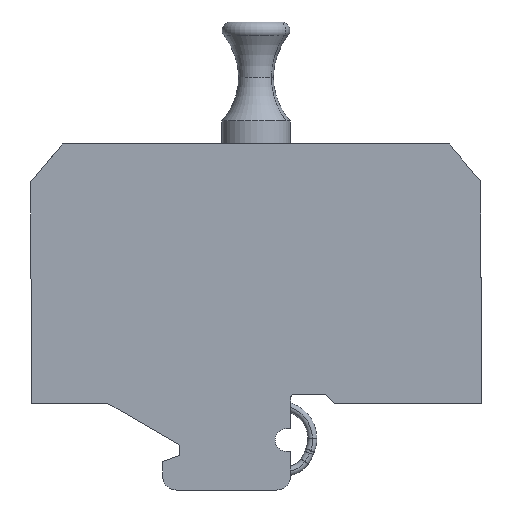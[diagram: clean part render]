
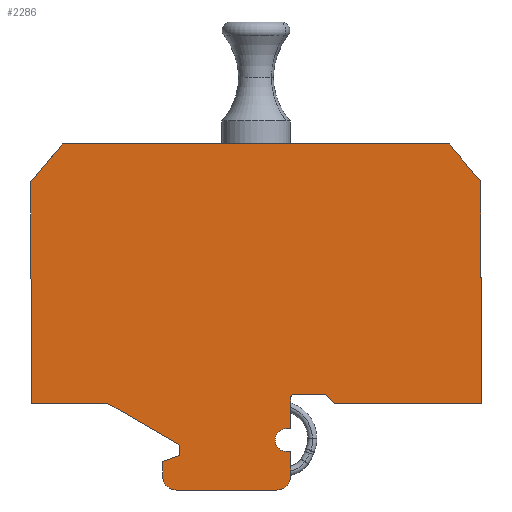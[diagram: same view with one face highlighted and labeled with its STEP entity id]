
A CAD part, left-side view. The second image highlights one B-rep face of the part: STEP entity #2286.
In plain terms, the highlighted planar face has unit normal (-1, 0, 0).
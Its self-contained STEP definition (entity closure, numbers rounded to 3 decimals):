
#1240=AXIS2_PLACEMENT_3D('Circle Axis2P3D',#1238,#1239,$) ;
#1312=AXIS2_PLACEMENT_3D('Circle Axis2P3D',#1310,#1311,$) ;
#1379=AXIS2_PLACEMENT_3D('Circle Axis2P3D',#1377,#1378,$) ;
#1427=AXIS2_PLACEMENT_3D('Circle Axis2P3D',#1425,#1426,$) ;
#2252=AXIS2_PLACEMENT_3D('Plane Axis2P3D',#2249,#2250,#2251) ;
#147=CARTESIAN_POINT('Line Origine',(0.,0.,28.5)) ;
#151=CARTESIAN_POINT('Vertex',(0.,0.,44.5)) ;
#153=CARTESIAN_POINT('Vertex',(0.,0.,12.5)) ;
#715=CARTESIAN_POINT('Line Origine',(0.,10.6,12.5)) ;
#719=CARTESIAN_POINT('Vertex',(0.,21.2,12.5)) ;
#739=CARTESIAN_POINT('Line Origine',(0.,0.329,44.892)) ;
#743=CARTESIAN_POINT('Vertex',(0.,0.657,45.283)) ;
#775=CARTESIAN_POINT('Vertex',(0.,4.615,50.)) ;
#820=CARTESIAN_POINT('Vertex',(0.,60.385,50.)) ;
#823=CARTESIAN_POINT('Line Origine',(0.,32.5,50.)) ;
#949=CARTESIAN_POINT('Line Origine',(0.,4.26,49.577)) ;
#953=CARTESIAN_POINT('Vertex',(0.,3.905,49.153)) ;
#1190=CARTESIAN_POINT('Line Origine',(0.,21.85,13.15)) ;
#1194=CARTESIAN_POINT('Vertex',(0.,22.5,13.8)) ;
#1214=CARTESIAN_POINT('Line Origine',(0.,24.75,13.8)) ;
#1218=CARTESIAN_POINT('Vertex',(0.,27.,13.8)) ;
#1238=CARTESIAN_POINT('Axis2P3D Location',(0.,27.,13.3)) ;
#1242=CARTESIAN_POINT('Vertex',(0.,27.5,13.3)) ;
#1262=CARTESIAN_POINT('Line Origine',(0.,27.5,11.075)) ;
#1266=CARTESIAN_POINT('Vertex',(0.,27.5,8.85)) ;
#1286=CARTESIAN_POINT('Line Origine',(0.,27.8,8.85)) ;
#1290=CARTESIAN_POINT('Vertex',(0.,28.1,8.85)) ;
#1310=CARTESIAN_POINT('Axis2P3D Location',(0.,28.1,7.2)) ;
#1314=CARTESIAN_POINT('Vertex',(0.,28.1,5.55)) ;
#1334=CARTESIAN_POINT('Line Origine',(0.,27.8,5.55)) ;
#1338=CARTESIAN_POINT('Vertex',(0.,27.5,5.55)) ;
#1353=CARTESIAN_POINT('Line Origine',(0.,27.5,3.775)) ;
#1357=CARTESIAN_POINT('Vertex',(0.,27.5,2.)) ;
#1377=CARTESIAN_POINT('Axis2P3D Location',(0.,29.5,2.)) ;
#1381=CARTESIAN_POINT('Vertex',(0.,29.5,0.)) ;
#1401=CARTESIAN_POINT('Line Origine',(0.,36.75,0.)) ;
#1405=CARTESIAN_POINT('Vertex',(0.,44.,0.)) ;
#1425=CARTESIAN_POINT('Axis2P3D Location',(0.,44.,2.)) ;
#1429=CARTESIAN_POINT('Vertex',(0.,46.,2.)) ;
#1449=CARTESIAN_POINT('Line Origine',(0.,46.,3.045)) ;
#1453=CARTESIAN_POINT('Vertex',(0.,46.,4.09)) ;
#1473=CARTESIAN_POINT('Line Origine',(0.,44.75,4.545)) ;
#1477=CARTESIAN_POINT('Vertex',(0.,43.5,5.)) ;
#1497=CARTESIAN_POINT('Line Origine',(0.,43.5,5.75)) ;
#1501=CARTESIAN_POINT('Vertex',(0.,43.5,6.5)) ;
#1521=CARTESIAN_POINT('Line Origine',(0.,48.696,9.5)) ;
#1525=CARTESIAN_POINT('Vertex',(0.,53.893,12.5)) ;
#1540=CARTESIAN_POINT('Line Origine',(0.,59.446,12.5)) ;
#1544=CARTESIAN_POINT('Vertex',(0.,65.,12.5)) ;
#1628=CARTESIAN_POINT('Vertex',(0.,65.,44.5)) ;
#1631=CARTESIAN_POINT('Line Origine',(0.,63.048,46.827)) ;
#1635=CARTESIAN_POINT('Vertex',(0.,61.095,49.153)) ;
#1871=CARTESIAN_POINT('Line Origine',(0.,60.74,49.577)) ;
#2072=CARTESIAN_POINT('Line Origine',(0.,2.281,47.218)) ;
#2249=CARTESIAN_POINT('Axis2P3D Location',(0.,0.,0.)) ;
#2254=CARTESIAN_POINT('Line Origine',(0.,65.,28.5)) ;
#148=DIRECTION('Vector Direction',(0.,0.,1.)) ;
#716=DIRECTION('Vector Direction',(0.,-1.,0.)) ;
#740=DIRECTION('Vector Direction',(0.,0.643,0.766)) ;
#824=DIRECTION('Vector Direction',(0.,1.,0.)) ;
#950=DIRECTION('Vector Direction',(0.,0.643,0.766)) ;
#1191=DIRECTION('Vector Direction',(0.,-0.707,-0.707)) ;
#1215=DIRECTION('Vector Direction',(0.,-1.,0.)) ;
#1239=DIRECTION('Axis2P3D Direction',(1.,0.,0.)) ;
#1263=DIRECTION('Vector Direction',(0.,0.,1.)) ;
#1287=DIRECTION('Vector Direction',(0.,-1.,0.)) ;
#1311=DIRECTION('Axis2P3D Direction',(1.,0.,0.)) ;
#1335=DIRECTION('Vector Direction',(0.,1.,0.)) ;
#1354=DIRECTION('Vector Direction',(0.,0.,1.)) ;
#1378=DIRECTION('Axis2P3D Direction',(1.,0.,0.)) ;
#1402=DIRECTION('Vector Direction',(0.,-1.,0.)) ;
#1426=DIRECTION('Axis2P3D Direction',(1.,0.,0.)) ;
#1450=DIRECTION('Vector Direction',(0.,0.,-1.)) ;
#1474=DIRECTION('Vector Direction',(0.,0.94,-0.342)) ;
#1498=DIRECTION('Vector Direction',(0.,0.,-1.)) ;
#1522=DIRECTION('Vector Direction',(0.,-0.866,-0.5)) ;
#1541=DIRECTION('Vector Direction',(0.,-1.,0.)) ;
#1632=DIRECTION('Vector Direction',(0.,0.643,-0.766)) ;
#1872=DIRECTION('Vector Direction',(0.,0.643,-0.766)) ;
#2073=DIRECTION('Vector Direction',(0.,0.643,0.766)) ;
#2250=DIRECTION('Axis2P3D Direction',(1.,0.,0.)) ;
#2251=DIRECTION('Axis2P3D XDirection',(0.,1.,0.)) ;
#2255=DIRECTION('Vector Direction',(0.,0.,-1.)) ;
#149=VECTOR('Line Direction',#148,1.) ;
#717=VECTOR('Line Direction',#716,1.) ;
#741=VECTOR('Line Direction',#740,1.) ;
#825=VECTOR('Line Direction',#824,1.) ;
#951=VECTOR('Line Direction',#950,1.) ;
#1192=VECTOR('Line Direction',#1191,1.) ;
#1216=VECTOR('Line Direction',#1215,1.) ;
#1264=VECTOR('Line Direction',#1263,1.) ;
#1288=VECTOR('Line Direction',#1287,1.) ;
#1336=VECTOR('Line Direction',#1335,1.) ;
#1355=VECTOR('Line Direction',#1354,1.) ;
#1403=VECTOR('Line Direction',#1402,1.) ;
#1451=VECTOR('Line Direction',#1450,1.) ;
#1475=VECTOR('Line Direction',#1474,1.) ;
#1499=VECTOR('Line Direction',#1498,1.) ;
#1523=VECTOR('Line Direction',#1522,1.) ;
#1542=VECTOR('Line Direction',#1541,1.) ;
#1633=VECTOR('Line Direction',#1632,1.) ;
#1873=VECTOR('Line Direction',#1872,1.) ;
#2074=VECTOR('Line Direction',#2073,1.) ;
#2256=VECTOR('Line Direction',#2255,1.) ;
#2260=ORIENTED_EDGE('',*,*,#1546,.F.) ;
#2261=ORIENTED_EDGE('',*,*,#1527,.F.) ;
#2262=ORIENTED_EDGE('',*,*,#1503,.F.) ;
#2263=ORIENTED_EDGE('',*,*,#1479,.F.) ;
#2264=ORIENTED_EDGE('',*,*,#1455,.F.) ;
#2265=ORIENTED_EDGE('',*,*,#1431,.F.) ;
#2266=ORIENTED_EDGE('',*,*,#1407,.F.) ;
#2267=ORIENTED_EDGE('',*,*,#1383,.F.) ;
#2268=ORIENTED_EDGE('',*,*,#1359,.F.) ;
#2269=ORIENTED_EDGE('',*,*,#1340,.F.) ;
#2270=ORIENTED_EDGE('',*,*,#1316,.F.) ;
#2271=ORIENTED_EDGE('',*,*,#1292,.F.) ;
#2272=ORIENTED_EDGE('',*,*,#1268,.F.) ;
#2273=ORIENTED_EDGE('',*,*,#1244,.F.) ;
#2274=ORIENTED_EDGE('',*,*,#1220,.F.) ;
#2275=ORIENTED_EDGE('',*,*,#1196,.F.) ;
#2276=ORIENTED_EDGE('',*,*,#721,.F.) ;
#2277=ORIENTED_EDGE('',*,*,#155,.F.) ;
#2278=ORIENTED_EDGE('',*,*,#745,.F.) ;
#2279=ORIENTED_EDGE('',*,*,#2076,.T.) ;
#2280=ORIENTED_EDGE('',*,*,#955,.F.) ;
#2281=ORIENTED_EDGE('',*,*,#827,.F.) ;
#2282=ORIENTED_EDGE('',*,*,#1875,.F.) ;
#2283=ORIENTED_EDGE('',*,*,#1637,.F.) ;
#2284=ORIENTED_EDGE('',*,*,#2258,.F.) ;
#2286=ADVANCED_FACE('Hauptk\X2\00F6\X0\rper',(#2285),#2253,.F.) ;
#1241=CIRCLE('generated circle',#1240,0.5) ;
#1313=CIRCLE('generated circle',#1312,1.65) ;
#1380=CIRCLE('generated circle',#1379,2.) ;
#1428=CIRCLE('generated circle',#1427,2.) ;
#155=EDGE_CURVE('',#152,#154,#150,.F.) ;
#721=EDGE_CURVE('',#154,#720,#718,.F.) ;
#745=EDGE_CURVE('',#744,#152,#742,.F.) ;
#827=EDGE_CURVE('',#821,#776,#826,.F.) ;
#955=EDGE_CURVE('',#776,#954,#952,.F.) ;
#1196=EDGE_CURVE('',#720,#1195,#1193,.F.) ;
#1220=EDGE_CURVE('',#1195,#1219,#1217,.F.) ;
#1244=EDGE_CURVE('',#1219,#1243,#1241,.F.) ;
#1268=EDGE_CURVE('',#1243,#1267,#1265,.F.) ;
#1292=EDGE_CURVE('',#1267,#1291,#1289,.F.) ;
#1316=EDGE_CURVE('',#1291,#1315,#1313,.F.) ;
#1340=EDGE_CURVE('',#1315,#1339,#1337,.F.) ;
#1359=EDGE_CURVE('',#1339,#1358,#1356,.F.) ;
#1383=EDGE_CURVE('',#1358,#1382,#1380,.T.) ;
#1407=EDGE_CURVE('',#1382,#1406,#1404,.F.) ;
#1431=EDGE_CURVE('',#1406,#1430,#1428,.T.) ;
#1455=EDGE_CURVE('',#1430,#1454,#1452,.F.) ;
#1479=EDGE_CURVE('',#1454,#1478,#1476,.F.) ;
#1503=EDGE_CURVE('',#1478,#1502,#1500,.F.) ;
#1527=EDGE_CURVE('',#1502,#1526,#1524,.F.) ;
#1546=EDGE_CURVE('',#1526,#1545,#1543,.F.) ;
#1637=EDGE_CURVE('',#1629,#1636,#1634,.F.) ;
#1875=EDGE_CURVE('',#1636,#821,#1874,.F.) ;
#2076=EDGE_CURVE('',#744,#954,#2075,.T.) ;
#2258=EDGE_CURVE('',#1545,#1629,#2257,.F.) ;
#2259=EDGE_LOOP('',(#2260,#2261,#2262,#2263,#2264,#2265,#2266,#2267,#2268,#2269,#2270,#2271,#2272,#2273,#2274,#2275,#2276,#2277,#2278,#2279,#2280,#2281,#2282,#2283,#2284)) ;
#2285=FACE_OUTER_BOUND('',#2259,.T.) ;
#150=LINE('Line',#147,#149) ;
#718=LINE('Line',#715,#717) ;
#742=LINE('Line',#739,#741) ;
#826=LINE('Line',#823,#825) ;
#952=LINE('Line',#949,#951) ;
#1193=LINE('Line',#1190,#1192) ;
#1217=LINE('Line',#1214,#1216) ;
#1265=LINE('Line',#1262,#1264) ;
#1289=LINE('Line',#1286,#1288) ;
#1337=LINE('Line',#1334,#1336) ;
#1356=LINE('Line',#1353,#1355) ;
#1404=LINE('Line',#1401,#1403) ;
#1452=LINE('Line',#1449,#1451) ;
#1476=LINE('Line',#1473,#1475) ;
#1500=LINE('Line',#1497,#1499) ;
#1524=LINE('Line',#1521,#1523) ;
#1543=LINE('Line',#1540,#1542) ;
#1634=LINE('Line',#1631,#1633) ;
#1874=LINE('Line',#1871,#1873) ;
#2075=LINE('Line',#2072,#2074) ;
#2257=LINE('Line',#2254,#2256) ;
#2253=PLANE('',#2252) ;
#152=VERTEX_POINT('',#151) ;
#154=VERTEX_POINT('',#153) ;
#720=VERTEX_POINT('',#719) ;
#744=VERTEX_POINT('',#743) ;
#776=VERTEX_POINT('',#775) ;
#821=VERTEX_POINT('',#820) ;
#954=VERTEX_POINT('',#953) ;
#1195=VERTEX_POINT('',#1194) ;
#1219=VERTEX_POINT('',#1218) ;
#1243=VERTEX_POINT('',#1242) ;
#1267=VERTEX_POINT('',#1266) ;
#1291=VERTEX_POINT('',#1290) ;
#1315=VERTEX_POINT('',#1314) ;
#1339=VERTEX_POINT('',#1338) ;
#1358=VERTEX_POINT('',#1357) ;
#1382=VERTEX_POINT('',#1381) ;
#1406=VERTEX_POINT('',#1405) ;
#1430=VERTEX_POINT('',#1429) ;
#1454=VERTEX_POINT('',#1453) ;
#1478=VERTEX_POINT('',#1477) ;
#1502=VERTEX_POINT('',#1501) ;
#1526=VERTEX_POINT('',#1525) ;
#1545=VERTEX_POINT('',#1544) ;
#1629=VERTEX_POINT('',#1628) ;
#1636=VERTEX_POINT('',#1635) ;
